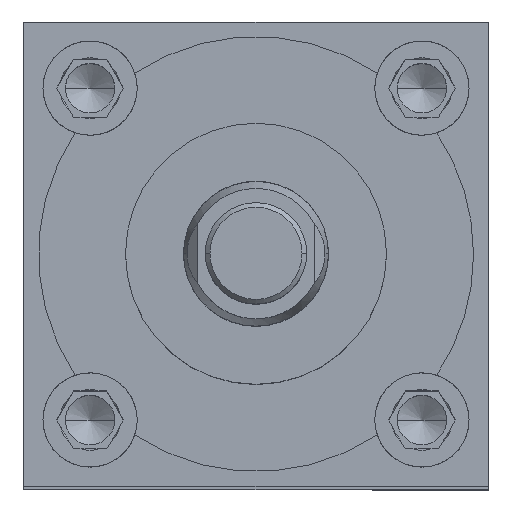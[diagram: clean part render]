
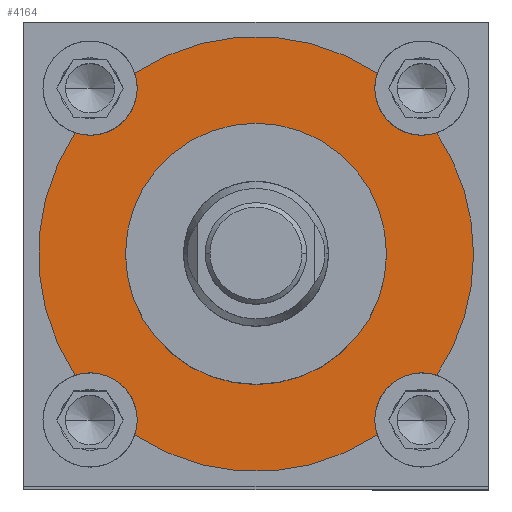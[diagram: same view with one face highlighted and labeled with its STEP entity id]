
A CAD part, top view. The second image highlights one B-rep face of the part: STEP entity #4164.
In plain terms, the highlighted planar face has unit normal (0, 0, 1).
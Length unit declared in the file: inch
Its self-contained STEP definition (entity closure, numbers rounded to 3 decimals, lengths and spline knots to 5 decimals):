
#32 = EDGE_CURVE ( 'NONE', #1502, #4016, #2316, .T. ) ;
#133 = DIRECTION ( 'NONE',  ( 0., 0., 1. ) ) ;
#164 = CIRCLE ( 'NONE', #2780, 0.9375 ) ;
#183 = EDGE_CURVE ( 'NONE', #6304, #439, #5159, .T. ) ;
#257 = VERTEX_POINT ( 'NONE', #6200 ) ;
#261 = CARTESIAN_POINT ( 'NONE',  ( 0.52222, 0.77859, 9.62 ) ) ;
#388 = EDGE_CURVE ( 'NONE', #5268, #3542, #553, .T. ) ;
#424 = CARTESIAN_POINT ( 'NONE',  ( -0.715, 0.715, 9.62 ) ) ;
#439 = VERTEX_POINT ( 'NONE', #5997 ) ;
#459 = ORIENTED_EDGE ( 'NONE', *, *, #4565, .T. ) ;
#463 = FACE_BOUND ( 'NONE', #3755, .T. ) ;
#478 = EDGE_CURVE ( 'NONE', #6074, #6589, #4705, .T. ) ;
#520 = AXIS2_PLACEMENT_3D ( 'NONE', #1857, #6810, #1742 ) ;
#553 = CIRCLE ( 'NONE', #4099, 0.203 ) ;
#630 = DIRECTION ( 'NONE',  ( 1., 0., 0. ) ) ;
#832 = DIRECTION ( 'NONE',  ( 1., 0., 0. ) ) ;
#843 = ORIENTED_EDGE ( 'NONE', *, *, #32, .F. ) ;
#895 = EDGE_CURVE ( 'NONE', #5186, #1302, #5437, .T. ) ;
#950 = CIRCLE ( 'NONE', #2501, 0.203 ) ;
#976 = CARTESIAN_POINT ( 'NONE',  ( 0., 0., 9.62 ) ) ;
#1043 = CARTESIAN_POINT ( 'NONE',  ( -0.5625, 0., 9.62 ) ) ;
#1100 = CIRCLE ( 'NONE', #6186, 0.203 ) ;
#1157 = DIRECTION ( 'NONE',  ( 1., 0., 0. ) ) ;
#1179 = ORIENTED_EDGE ( 'NONE', *, *, #2116, .F. ) ;
#1180 = CARTESIAN_POINT ( 'NONE',  ( -0.77859, -0.52222, 9.62 ) ) ;
#1233 = CARTESIAN_POINT ( 'NONE',  ( 0., 0., 9.62 ) ) ;
#1302 = VERTEX_POINT ( 'NONE', #6457 ) ;
#1351 = CIRCLE ( 'NONE', #2662, 0.9375 ) ;
#1359 = DIRECTION ( 'NONE',  ( 0., 0., 1. ) ) ;
#1409 = CARTESIAN_POINT ( 'NONE',  ( 0.715, 0.715, 9.62 ) ) ;
#1440 = CARTESIAN_POINT ( 'NONE',  ( 0., 0., 9.62 ) ) ;
#1462 = CARTESIAN_POINT ( 'NONE',  ( -0.715, -0.715, 9.62 ) ) ;
#1502 = VERTEX_POINT ( 'NONE', #1043 ) ;
#1535 = FACE_OUTER_BOUND ( 'NONE', #2508, .T. ) ;
#1541 = CARTESIAN_POINT ( 'NONE',  ( 0., 0., 9.62 ) ) ;
#1611 = DIRECTION ( 'NONE',  ( 1., 0., 0. ) ) ;
#1708 = AXIS2_PLACEMENT_3D ( 'NONE', #3446, #5715, #630 ) ;
#1742 = DIRECTION ( 'NONE',  ( 1., 0., 0. ) ) ;
#1745 = EDGE_CURVE ( 'NONE', #6304, #5268, #6670, .T. ) ;
#1800 = VERTEX_POINT ( 'NONE', #2026 ) ;
#1835 = CARTESIAN_POINT ( 'NONE',  ( -0.715, 0.715, 9.62 ) ) ;
#1857 = CARTESIAN_POINT ( 'NONE',  ( 0., 0., 9.62 ) ) ;
#1963 = DIRECTION ( 'NONE',  ( 0., 0., 1. ) ) ;
#1997 = AXIS2_PLACEMENT_3D ( 'NONE', #5397, #5849, #4845 ) ;
#1999 = VERTEX_POINT ( 'NONE', #5220 ) ;
#2026 = CARTESIAN_POINT ( 'NONE',  ( 0.9375, 0., 9.62 ) ) ;
#2116 = EDGE_CURVE ( 'NONE', #1999, #257, #1100, .T. ) ;
#2316 = CIRCLE ( 'NONE', #6793, 0.5625 ) ;
#2494 = CARTESIAN_POINT ( 'NONE',  ( -0.512, -0.715, 9.62 ) ) ;
#2501 = AXIS2_PLACEMENT_3D ( 'NONE', #7093, #1963, #6952 ) ;
#2508 = EDGE_LOOP ( 'NONE', ( #4567, #6496, #459, #6541, #6516, #3810, #1179, #4149, #3716, #3135, #3316, #6297, #4536 ) ) ;
#2516 = CARTESIAN_POINT ( 'NONE',  ( -0.715, -0.715, 9.62 ) ) ;
#2532 = CIRCLE ( 'NONE', #2887, 0.203 ) ;
#2551 = CARTESIAN_POINT ( 'NONE',  ( 0.715, -0.715, 9.62 ) ) ;
#2587 = DIRECTION ( 'NONE',  ( 0., 0., 1. ) ) ;
#2662 = AXIS2_PLACEMENT_3D ( 'NONE', #1440, #4158, #6412 ) ;
#2765 = ORIENTED_EDGE ( 'NONE', *, *, #3074, .F. ) ;
#2780 = AXIS2_PLACEMENT_3D ( 'NONE', #3041, #7016, #832 ) ;
#2791 = CARTESIAN_POINT ( 'NONE',  ( 0.77859, 0.52222, 9.62 ) ) ;
#2843 = CIRCLE ( 'NONE', #4500, 0.9375 ) ;
#2887 = AXIS2_PLACEMENT_3D ( 'NONE', #424, #3288, #5509 ) ;
#2890 = VERTEX_POINT ( 'NONE', #2791 ) ;
#3038 = CARTESIAN_POINT ( 'NONE',  ( 0.77859, -0.52222, 9.62 ) ) ;
#3041 = CARTESIAN_POINT ( 'NONE',  ( 0., 0., 9.62 ) ) ;
#3074 = EDGE_CURVE ( 'NONE', #4016, #1502, #3482, .T. ) ;
#3135 = ORIENTED_EDGE ( 'NONE', *, *, #388, .F. ) ;
#3288 = DIRECTION ( 'NONE',  ( 0., 0., 1. ) ) ;
#3316 = ORIENTED_EDGE ( 'NONE', *, *, #1745, .F. ) ;
#3446 = CARTESIAN_POINT ( 'NONE',  ( 0., 0., 9.62 ) ) ;
#3482 = CIRCLE ( 'NONE', #520, 0.5625 ) ;
#3542 = VERTEX_POINT ( 'NONE', #1180 ) ;
#3592 = DIRECTION ( 'NONE',  ( 1., 0., 0. ) ) ;
#3661 = EDGE_CURVE ( 'NONE', #6589, #439, #950, .T. ) ;
#3687 = DIRECTION ( 'NONE',  ( 0., 0., 1. ) ) ;
#3716 = ORIENTED_EDGE ( 'NONE', *, *, #6329, .T. ) ;
#3755 = EDGE_LOOP ( 'NONE', ( #843, #2765 ) ) ;
#3810 = ORIENTED_EDGE ( 'NONE', *, *, #5228, .T. ) ;
#3975 = CIRCLE ( 'NONE', #5400, 0.203 ) ;
#4016 = VERTEX_POINT ( 'NONE', #6981 ) ;
#4056 = CARTESIAN_POINT ( 'NONE',  ( 0., 0., 9.62 ) ) ;
#4099 = AXIS2_PLACEMENT_3D ( 'NONE', #1462, #1359, #6434 ) ;
#4149 = ORIENTED_EDGE ( 'NONE', *, *, #4969, .F. ) ;
#4158 = DIRECTION ( 'NONE',  ( 0., 0., 1. ) ) ;
#4164 = ADVANCED_FACE ( 'NONE', ( #1535, #463 ), #7228, .T. ) ;
#4254 = DIRECTION ( 'NONE',  ( 1., 0., 0. ) ) ;
#4445 = AXIS2_PLACEMENT_3D ( 'NONE', #1233, #6274, #1157 ) ;
#4500 = AXIS2_PLACEMENT_3D ( 'NONE', #1541, #5555, #6538 ) ;
#4536 = ORIENTED_EDGE ( 'NONE', *, *, #3661, .F. ) ;
#4565 = EDGE_CURVE ( 'NONE', #1800, #2890, #2843, .T. ) ;
#4567 = ORIENTED_EDGE ( 'NONE', *, *, #478, .F. ) ;
#4705 = CIRCLE ( 'NONE', #5643, 0.203 ) ;
#4821 = DIRECTION ( 'NONE',  ( 1., 0., 0. ) ) ;
#4845 = DIRECTION ( 'NONE',  ( 1., 0., 0. ) ) ;
#4870 = DIRECTION ( 'NONE',  ( 1., 0., 0. ) ) ;
#4969 = EDGE_CURVE ( 'NONE', #5088, #1999, #2532, .T. ) ;
#5088 = VERTEX_POINT ( 'NONE', #6201 ) ;
#5106 = DIRECTION ( 'NONE',  ( 0., 0., 1. ) ) ;
#5159 = CIRCLE ( 'NONE', #1708, 0.9375 ) ;
#5186 = VERTEX_POINT ( 'NONE', #261 ) ;
#5220 = CARTESIAN_POINT ( 'NONE',  ( -0.512, 0.715, 9.62 ) ) ;
#5228 = EDGE_CURVE ( 'NONE', #5186, #257, #1351, .T. ) ;
#5268 = VERTEX_POINT ( 'NONE', #2494 ) ;
#5368 = DIRECTION ( 'NONE',  ( 0., 0., 1. ) ) ;
#5397 = CARTESIAN_POINT ( 'NONE',  ( 0.715, 0.715, 9.62 ) ) ;
#5400 = AXIS2_PLACEMENT_3D ( 'NONE', #1409, #3687, #4870 ) ;
#5437 = CIRCLE ( 'NONE', #1997, 0.203 ) ;
#5509 = DIRECTION ( 'NONE',  ( 1., 0., 0. ) ) ;
#5555 = DIRECTION ( 'NONE',  ( 0., 0., 1. ) ) ;
#5643 = AXIS2_PLACEMENT_3D ( 'NONE', #2551, #5368, #4821 ) ;
#5715 = DIRECTION ( 'NONE',  ( 0., 0., 1. ) ) ;
#5750 = AXIS2_PLACEMENT_3D ( 'NONE', #2516, #2587, #4254 ) ;
#5849 = DIRECTION ( 'NONE',  ( 0., 0., 1. ) ) ;
#5997 = CARTESIAN_POINT ( 'NONE',  ( 0.52222, -0.77859, 9.62 ) ) ;
#6049 = CARTESIAN_POINT ( 'NONE',  ( 0.512, -0.715, 9.62 ) ) ;
#6074 = VERTEX_POINT ( 'NONE', #3038 ) ;
#6099 = DIRECTION ( 'NONE',  ( 0., 0., 1. ) ) ;
#6186 = AXIS2_PLACEMENT_3D ( 'NONE', #1835, #5106, #3592 ) ;
#6200 = CARTESIAN_POINT ( 'NONE',  ( -0.52222, 0.77859, 9.62 ) ) ;
#6201 = CARTESIAN_POINT ( 'NONE',  ( -0.77859, 0.52222, 9.62 ) ) ;
#6274 = DIRECTION ( 'NONE',  ( 0., 0., 1. ) ) ;
#6282 = AXIS2_PLACEMENT_3D ( 'NONE', #976, #6099, #1611 ) ;
#6297 = ORIENTED_EDGE ( 'NONE', *, *, #183, .T. ) ;
#6304 = VERTEX_POINT ( 'NONE', #6709 ) ;
#6319 = DIRECTION ( 'NONE',  ( 1., 0., 0. ) ) ;
#6329 = EDGE_CURVE ( 'NONE', #5088, #3542, #6677, .T. ) ;
#6412 = DIRECTION ( 'NONE',  ( 1., 0., 0. ) ) ;
#6434 = DIRECTION ( 'NONE',  ( 1., 0., 0. ) ) ;
#6457 = CARTESIAN_POINT ( 'NONE',  ( 0.512, 0.715, 9.62 ) ) ;
#6496 = ORIENTED_EDGE ( 'NONE', *, *, #7303, .T. ) ;
#6516 = ORIENTED_EDGE ( 'NONE', *, *, #895, .F. ) ;
#6538 = DIRECTION ( 'NONE',  ( 1., 0., 0. ) ) ;
#6541 = ORIENTED_EDGE ( 'NONE', *, *, #7042, .F. ) ;
#6589 = VERTEX_POINT ( 'NONE', #6049 ) ;
#6670 = CIRCLE ( 'NONE', #5750, 0.203 ) ;
#6677 = CIRCLE ( 'NONE', #4445, 0.9375 ) ;
#6709 = CARTESIAN_POINT ( 'NONE',  ( -0.52222, -0.77859, 9.62 ) ) ;
#6793 = AXIS2_PLACEMENT_3D ( 'NONE', #4056, #133, #6319 ) ;
#6810 = DIRECTION ( 'NONE',  ( 0., 0., 1. ) ) ;
#6952 = DIRECTION ( 'NONE',  ( 1., 0., 0. ) ) ;
#6981 = CARTESIAN_POINT ( 'NONE',  ( 0.5625, 0., 9.62 ) ) ;
#7016 = DIRECTION ( 'NONE',  ( 0., 0., 1. ) ) ;
#7042 = EDGE_CURVE ( 'NONE', #1302, #2890, #3975, .T. ) ;
#7093 = CARTESIAN_POINT ( 'NONE',  ( 0.715, -0.715, 9.62 ) ) ;
#7228 = PLANE ( 'NONE',  #6282 ) ;
#7303 = EDGE_CURVE ( 'NONE', #6074, #1800, #164, .T. ) ;
